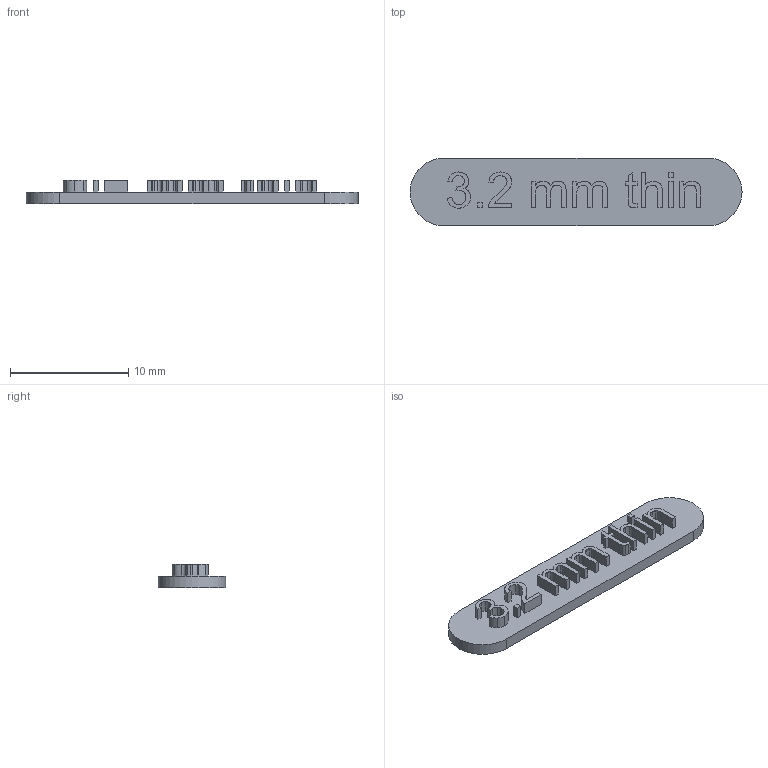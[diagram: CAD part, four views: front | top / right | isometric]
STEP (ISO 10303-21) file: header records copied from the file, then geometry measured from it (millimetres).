
FILE_DESCRIPTION(/* description */ (''),/* implementation_level */ '2;1');
FILE_NAME(/* name */ '3.2mm thin.step',/* time_stamp */ '2023-08-05T18:46:56+01:00',/* author */ (''),/* organization */ (''),/* preprocessor_version */ 'ST-DEVELOPER v20',/* originating_system */ 'Autodesk Translation Framework v12.9.0.99',/* authorisation */ '');
FILE_SCHEMA (('AUTOMOTIVE_DESIGN { 1 0 10303 214 3 1 1 }'));
Length unit declared in the file: millimetre
Products named in the file (1): 3.2mm thin
Bounding box: 28.08 x 5.73 x 2 mm (x, y, z)
Volume: 171 mm3; surface area: 498.2 mm2
Topology: 8 solids, 8 shells, 198 faces, 537 edges, 358 vertices
Faces by surface type: bspline 106, plane 90, cylinder 2
Entity records: 7191 total; most frequent: CARTESIAN_POINT 2896, ORIENTED_EDGE 1074, EDGE_CURVE 537, DIRECTION 515, VERTEX_POINT 358, LINE 321, VECTOR 321, B_SPLINE_CURVE_WITH_KNOTS 212
